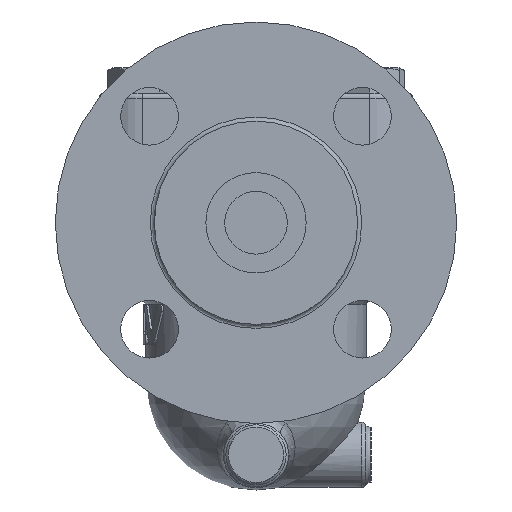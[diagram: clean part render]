
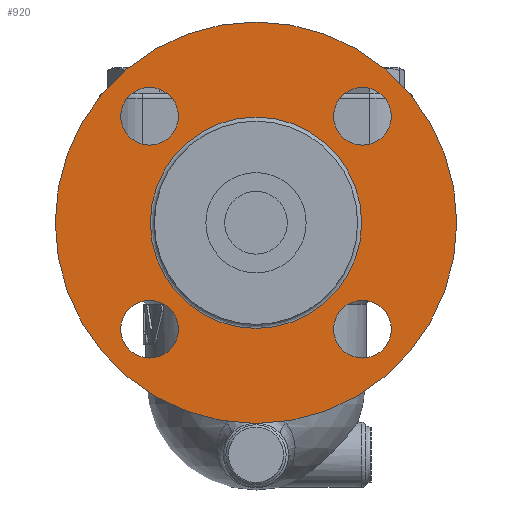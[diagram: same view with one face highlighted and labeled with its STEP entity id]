
A CAD part, left-side view. The second image highlights one B-rep face of the part: STEP entity #920.
In plain terms, the highlighted free-form (B-spline) face has degree [1, 1] with [2, 2] control points.
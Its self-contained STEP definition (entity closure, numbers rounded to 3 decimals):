
#453=CARTESIAN_POINT('',(-133.0,-30.926,-71.926));
#454=VERTEX_POINT('',#453);
#455=CARTESIAN_POINT('',(-133.0,-42.426,-71.926));
#456=DIRECTION('',(1.0,0.0,0.0));
#457=DIRECTION('',(0.0,1.0,0.0));
#458=AXIS2_PLACEMENT_3D('',#455,#456,#457);
#459=CIRCLE('',#458,11.5);
#460=EDGE_CURVE('',#454,#454,#459,.T.);
#481=CARTESIAN_POINT('',(-133.0,42.426,-60.426));
#482=VERTEX_POINT('',#481);
#483=CARTESIAN_POINT('',(-133.,42.426,-71.926));
#484=DIRECTION('',(1.0,0.0,0.0));
#485=DIRECTION('',(0.0,0.0,1.0));
#486=AXIS2_PLACEMENT_3D('',#483,#484,#485);
#487=CIRCLE('',#486,11.5);
#488=EDGE_CURVE('',#482,#482,#487,.T.);
#509=CARTESIAN_POINT('',(-133.,30.926,12.926));
#510=VERTEX_POINT('',#509);
#511=CARTESIAN_POINT('',(-133.,42.426,12.926));
#512=DIRECTION('',(1.0,0.0,0.0));
#513=DIRECTION('',(0.0,-1.0,0.0));
#514=AXIS2_PLACEMENT_3D('',#511,#512,#513);
#515=CIRCLE('',#514,11.5);
#516=EDGE_CURVE('',#510,#510,#515,.T.);
#537=CARTESIAN_POINT('',(-133.,-42.426,1.426));
#538=VERTEX_POINT('',#537);
#539=CARTESIAN_POINT('',(-133.,-42.426,12.926));
#540=DIRECTION('',(1.0,0.0,0.0));
#541=DIRECTION('',(0.0,0.0,-1.0));
#542=AXIS2_PLACEMENT_3D('',#539,#540,#541);
#543=CIRCLE('',#542,11.5);
#544=EDGE_CURVE('',#538,#538,#543,.T.);
#656=CARTESIAN_POINT('',(-133.,0.0,50.5));
#657=VERTEX_POINT('',#656);
#658=CARTESIAN_POINT('',(-133.,0.0,-29.5));
#659=DIRECTION('',(-1.0,0.0,0.0));
#660=DIRECTION('',(0.0,0.0,1.0));
#661=AXIS2_PLACEMENT_3D('',#658,#659,#660);
#662=CIRCLE('',#661,80.);
#663=EDGE_CURVE('',#657,#657,#662,.T.);
#844=CARTESIAN_POINT('',(-133.,0.,12.6));
#845=VERTEX_POINT('',#844);
#846=CARTESIAN_POINT('',(-133.,0.0,-29.5));
#847=DIRECTION('',(1.0,0.0,0.0));
#848=DIRECTION('',(0.0,0.0,-1.0));
#849=AXIS2_PLACEMENT_3D('',#846,#847,#848);
#850=CIRCLE('',#849,42.1);
#851=EDGE_CURVE('',#845,#845,#850,.T.);
#897=CARTESIAN_POINT('',(-133.,80.,50.5));
#898=CARTESIAN_POINT('',(-133.,80.,-109.5));
#899=CARTESIAN_POINT('',(-133.,-80.,50.5));
#900=CARTESIAN_POINT('',(-133.,-80.,-109.5));
#901=B_SPLINE_SURFACE_WITH_KNOTS('',1,1,((#897,#899),(#898,#900)),.UNSPECIFIED.,.F.,.F.,.U.,(2,2),(2,2),(0.0,160.),(0.0,160.),.UNSPECIFIED.);
#902=ORIENTED_EDGE('',*,*,#663,.T.);
#903=EDGE_LOOP('',(#902));
#904=FACE_OUTER_BOUND('',#903,.T.);
#905=ORIENTED_EDGE('',*,*,#460,.T.);
#906=EDGE_LOOP('',(#905));
#907=FACE_BOUND('',#906,.T.);
#908=ORIENTED_EDGE('',*,*,#488,.T.);
#909=EDGE_LOOP('',(#908));
#910=FACE_BOUND('',#909,.T.);
#911=ORIENTED_EDGE('',*,*,#516,.T.);
#912=EDGE_LOOP('',(#911));
#913=FACE_BOUND('',#912,.T.);
#914=ORIENTED_EDGE('',*,*,#544,.T.);
#915=EDGE_LOOP('',(#914));
#916=FACE_BOUND('',#915,.T.);
#917=ORIENTED_EDGE('',*,*,#851,.T.);
#918=EDGE_LOOP('',(#917));
#919=FACE_BOUND('',#918,.T.);
#920=ADVANCED_FACE('',(#904,#907,#910,#913,#916,#919),#901,.T.);
